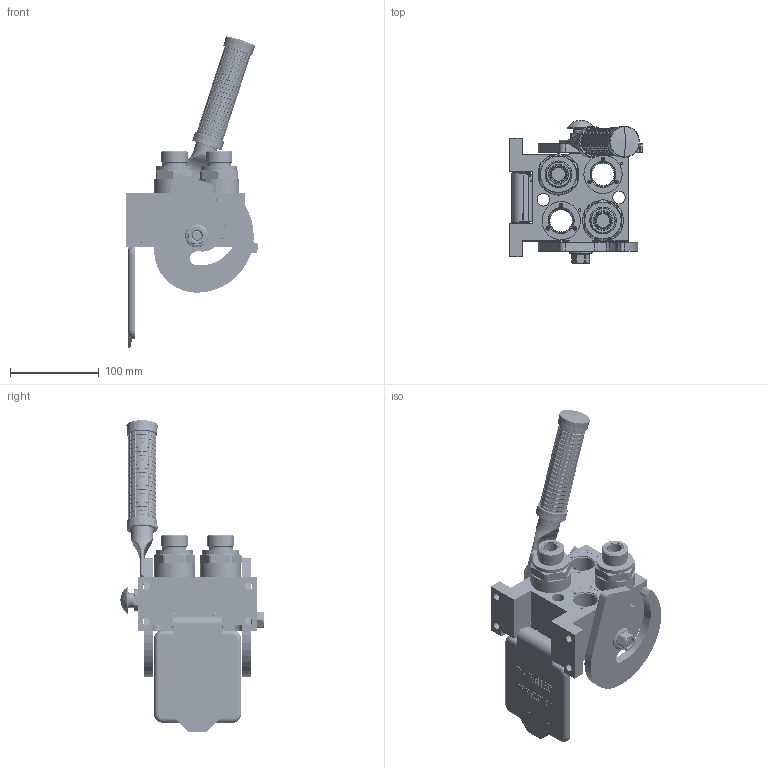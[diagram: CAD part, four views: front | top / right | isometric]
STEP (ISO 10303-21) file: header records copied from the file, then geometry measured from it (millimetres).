
FILE_DESCRIPTION (( 'STEP AP214' ), '1' );
FILE_NAME ('FASTER.step', '2025-02-18T17:32:09', ( '' ), ( '' ), 'SwSTEP 2.0', 'SolidWorks 2017', '' );
FILE_SCHEMA (( 'AUTOMOTIVE_DESIGN' ));
Length unit declared in the file: millimetre
Products named in the file (31): 4850_024_6001_000_ASM; 1540_080_0012_000; et011; or1_5x7_m; 4150_072_1000_200; curs_molla_34; 4850_024_5001_010; 2ffnb3411-34sf; 0048_042_0412_000; P510_F_ALB_BASE; 4830_025_1000_000; 4830_025_0000_001; 4250_014_1000_000; 4820_001_0004_000; 4850_024_6001_000; 4830_001_0005_300; FASTER; 4850_024_6001_021; 4830_025_2000_000; 4820_024_1002_011; or2_62x17_86; A_2ffnb3411-34sf; 4830_070_0000_001; 4850_024_0000_012; 4830_020_0000_033; 4830_001_0005_301; 4830_022_0000_011; sicura_p5; 4850_024_6002_020; 4810_001_0001_014
Assembly tree (34 placements, depth 4):
  FASTER
    P510_F_ALB_BASE
      4830_020_0000_033
      4830_025_1000_000
      4820_001_0004_000
      4810_001_0001_014
      4830_022_0000_011
      4830_070_0000_001
      4830_001_0005_300
      4830_001_0005_301
      or2_62x17_86  x2
    A_2ffnb3411-34sf  x2
      curs_molla_34
        4150_072_1000_200
        4250_014_1000_000
      2ffnb3411-34sf
        2ffnb3411-34sf
    4850_024_6001_000
      4850_024_6001_000_ASM
        4850_024_5001_010
        4850_024_6001_021
        4820_024_1002_011
      sicura_p5
        4830_025_0000_001
        or1_5x7_m
        0048_042_0412_000
      4850_024_6002_020
      4850_024_0000_012
      1540_080_0012_000
      4830_025_2000_000
      or2_62x17_86  x2
    et011
Bounding box: 148.95 x 160.93 x 350 mm (x, y, z)
Volume: 247124.9 mm3; surface area: 321862.4 mm2
Topology: 23 solids, 57 shells, 4888 faces, 13079 edges, 8387 vertices
Faces by surface type: plane 2150, cylinder 1687, torus 485, bspline 281, cone 254, sphere 31
Entity records: 198337 total; most frequent: CARTESIAN_POINT 85047, ORIENTED_EDGE 24222, DIRECTION 20391, EDGE_CURVE 12197, VERTEX_POINT 7847, VECTOR 7183, LINE 7183, AXIS2_PLACEMENT_3D 6604
